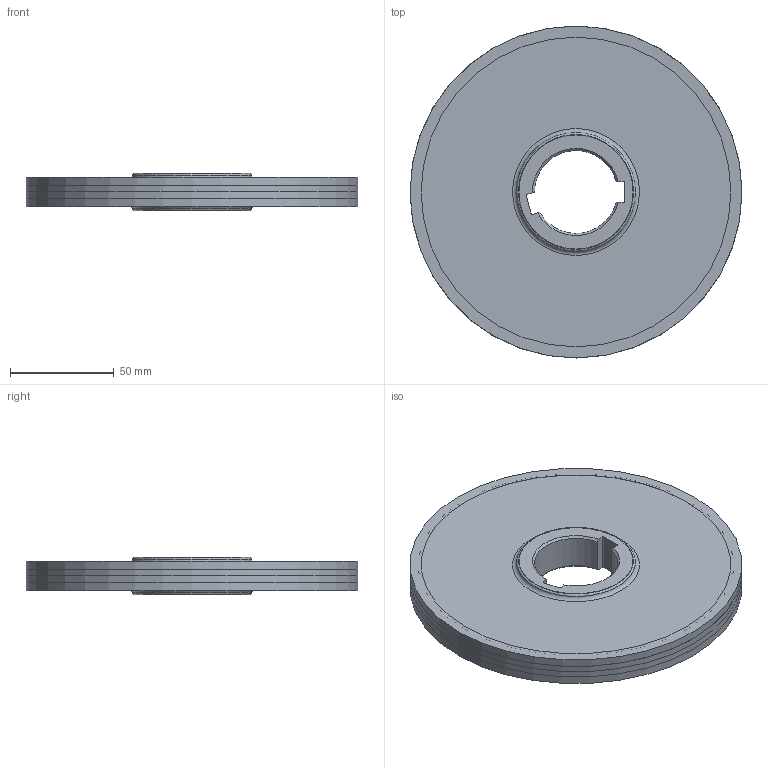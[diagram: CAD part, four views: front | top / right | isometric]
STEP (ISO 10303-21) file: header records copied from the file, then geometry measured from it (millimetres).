
FILE_DESCRIPTION(/* description */ (''),/* implementation_level */ '2;1');
FILE_NAME(/* name */ '335.18-160.1418.40-6N.stp',/* time_stamp */ '2017-09-14T10:20:38+06:00',/* author */ (''),/* organization */ (''),/* preprocessor_version */ 'ST-DEVELOPER v16',/* originating_system */ 'SIEMENS PLM Software NX 11.0',/* authorisation */ '');
FILE_SCHEMA (('AUTOMOTIVE_DESIGN { 1 0 10303 214 3 1 1 1 }'));
Length unit declared in the file: millimetre
Products named in the file (1): 335.18-160.1418.40-6N
Bounding box: 160.05 x 160.05 x 18 mm (x, y, z)
Volume: 274848.9 mm3; surface area: 63040.1 mm2
Topology: 2 solids, 2 shells, 43 faces, 106 edges, 67 vertices
Faces by surface type: revolution 10, plane 10, cone 8, torus 8, cylinder 7
Full cylindrical faces by diameter (mm): 156.649 x1
Entity records: 1191 total; most frequent: CARTESIAN_POINT 221, DIRECTION 202, ORIENTED_EDGE 148, AXIS2_PLACEMENT_3D 79, EDGE_CURVE 74, EDGE_LOOP 70, VERTEX_POINT 58, FACE_BOUND 54
